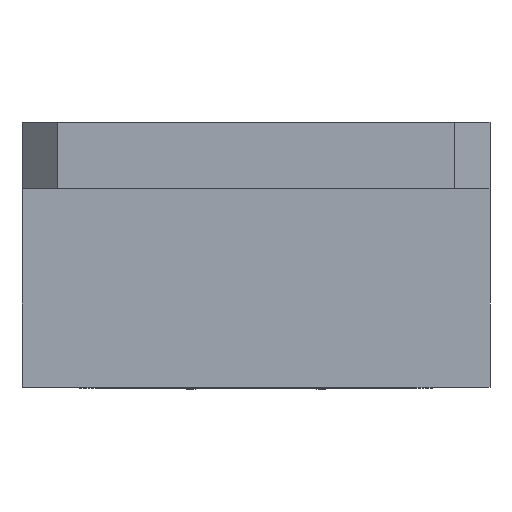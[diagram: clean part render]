
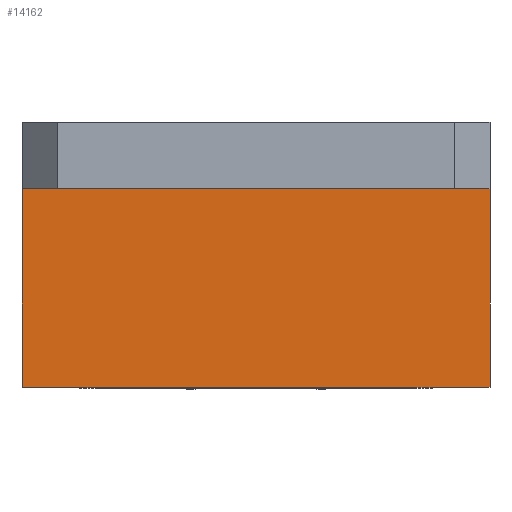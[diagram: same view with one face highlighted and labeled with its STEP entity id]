
A CAD part, front view. The second image highlights one B-rep face of the part: STEP entity #14162.
In plain terms, the highlighted planar face has unit normal (0, -1, 0).
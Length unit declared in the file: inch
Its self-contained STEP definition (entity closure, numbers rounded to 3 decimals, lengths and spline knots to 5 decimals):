
#255 = EDGE_LOOP ( 'NONE', ( #7112, #11252, #4964, #4593 ) ) ;
#343 = CARTESIAN_POINT ( 'NONE',  ( 0.6625, -0.3, -0.187 ) ) ;
#1725 = VERTEX_POINT ( 'NONE', #10620 ) ;
#2952 = PLANE ( 'NONE',  #11734 ) ;
#2971 = DIRECTION ( 'NONE',  ( 0., 0., -1. ) ) ;
#3062 = LINE ( 'NONE', #343, #3194 ) ;
#3194 = VECTOR ( 'NONE', #2971, 39.37008 ) ;
#3622 = EDGE_CURVE ( 'NONE', #1725, #8170, #9348, .T. ) ;
#3997 = CARTESIAN_POINT ( 'NONE',  ( 1.48528, -0.3, -0.75 ) ) ;
#4076 = DIRECTION ( 'NONE',  ( -1., 0., 0. ) ) ;
#4083 = LINE ( 'NONE', #6570, #14002 ) ;
#4593 = ORIENTED_EDGE ( 'NONE', *, *, #14669, .F. ) ;
#4964 = ORIENTED_EDGE ( 'NONE', *, *, #8939, .T. ) ;
#5687 = EDGE_CURVE ( 'NONE', #1725, #16314, #3062, .T. ) ;
#5758 = DIRECTION ( 'NONE',  ( -1., 0., 0. ) ) ;
#5858 = CARTESIAN_POINT ( 'NONE',  ( 0.6625, -0.3, -0.75 ) ) ;
#6570 = CARTESIAN_POINT ( 'NONE',  ( -0.6625, -0.3, -0.187 ) ) ;
#6975 = FACE_OUTER_BOUND ( 'NONE', #255, .T. ) ;
#7112 = ORIENTED_EDGE ( 'NONE', *, *, #5687, .F. ) ;
#8170 = VERTEX_POINT ( 'NONE', #13774 ) ;
#8624 = LINE ( 'NONE', #3997, #16648 ) ;
#8939 = EDGE_CURVE ( 'NONE', #8170, #14360, #4083, .T. ) ;
#9130 = VECTOR ( 'NONE', #5758, 39.37008 ) ;
#9348 = LINE ( 'NONE', #10865, #9130 ) ;
#10620 = CARTESIAN_POINT ( 'NONE',  ( 0.6625, -0.3, -0.187 ) ) ;
#10747 = CARTESIAN_POINT ( 'NONE',  ( -0.6625, -0.3, -0.75 ) ) ;
#10865 = CARTESIAN_POINT ( 'NONE',  ( 1.48528, -0.3, -0.187 ) ) ;
#11252 = ORIENTED_EDGE ( 'NONE', *, *, #3622, .T. ) ;
#11734 = AXIS2_PLACEMENT_3D ( 'NONE', #12177, #15918, #13534 ) ;
#11765 = DIRECTION ( 'NONE',  ( 0., 0., -1. ) ) ;
#12177 = CARTESIAN_POINT ( 'NONE',  ( 1.48528, -0.3, -0.187 ) ) ;
#13534 = DIRECTION ( 'NONE',  ( 0., 0., 1. ) ) ;
#13774 = CARTESIAN_POINT ( 'NONE',  ( -0.6625, -0.3, -0.187 ) ) ;
#14002 = VECTOR ( 'NONE', #11765, 39.37008 ) ;
#14162 = ADVANCED_FACE ( 'NONE', ( #6975 ), #2952, .F. ) ;
#14360 = VERTEX_POINT ( 'NONE', #10747 ) ;
#14669 = EDGE_CURVE ( 'NONE', #16314, #14360, #8624, .T. ) ;
#15918 = DIRECTION ( 'NONE',  ( 0., 1., 0. ) ) ;
#16314 = VERTEX_POINT ( 'NONE', #5858 ) ;
#16648 = VECTOR ( 'NONE', #4076, 39.37008 ) ;
